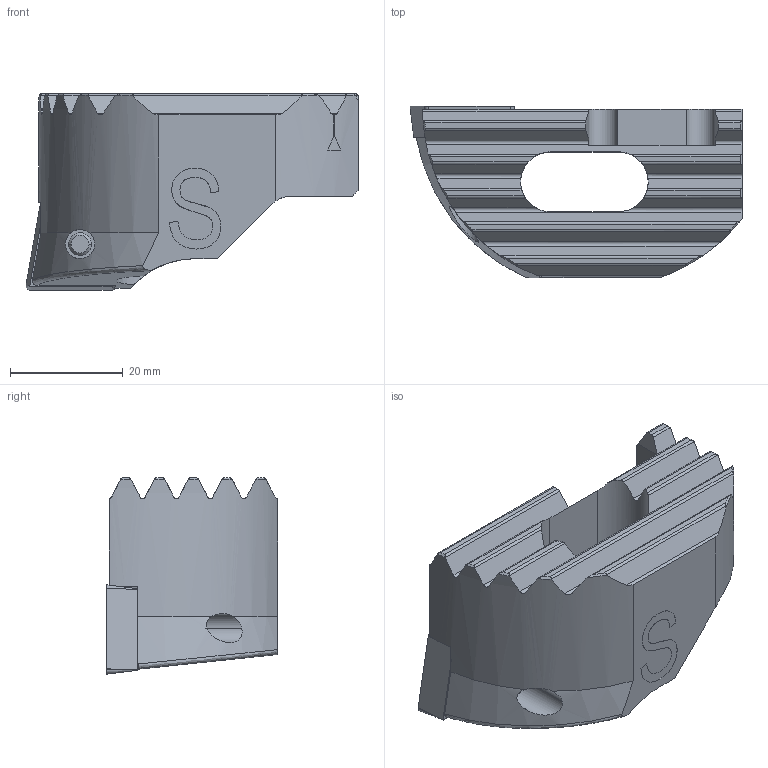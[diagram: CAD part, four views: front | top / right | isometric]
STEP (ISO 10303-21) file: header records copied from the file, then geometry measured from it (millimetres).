
FILE_DESCRIPTION(('no description'),'unknown implementation level');
FILE_NAME('3FBFA227-6770-4271-A148-5606F74B069B_export.stp',' ',('CIMSOURCE GmbH'),('CADClick - KiM GmbH - www.kimweb.de'),'unknown preprocess','ACIS','unknown authorization');
FILE_SCHEMA(('automotive_design'));
Length unit declared in the file: millimetre
Products named in the file (3): 639.561 Kaiser 68-90 SW68 CC16 S|654.983 Kaiser CCMT 160508 K20C;Kombinieren1; 639.561 Kaiser 68-90 SW68 CC16 S|694.150 Kaiser ETL M5 X 13,3 T20 IP 10S;Kreismuster1; 639.561 Kaiser 68-90 SW68 CC16 S|639.561 Kaiser 68-90 SW68 CC16 S;Linear austragen6
Bounding box: 59 x 30.46 x 34.9 mm (x, y, z)
Volume: 26817.8 mm3; surface area: 10254 mm2
Topology: 3 solids, 3 shells, 220 faces, 611 edges, 398 vertices
Faces by surface type: plane 83, cylinder 72, bspline 29, cone 26, torus 10
Entity records: 17157 total; most frequent: CARTESIAN_POINT 4817, STYLED_ITEM 1232, PRESENTATION_STYLE_ASSIGNMENT 1232, COLOUR_RGB 1232, ORIENTED_EDGE 1222, DIRECTION 1073, EDGE_CURVE 611, CURVE_STYLE 611
